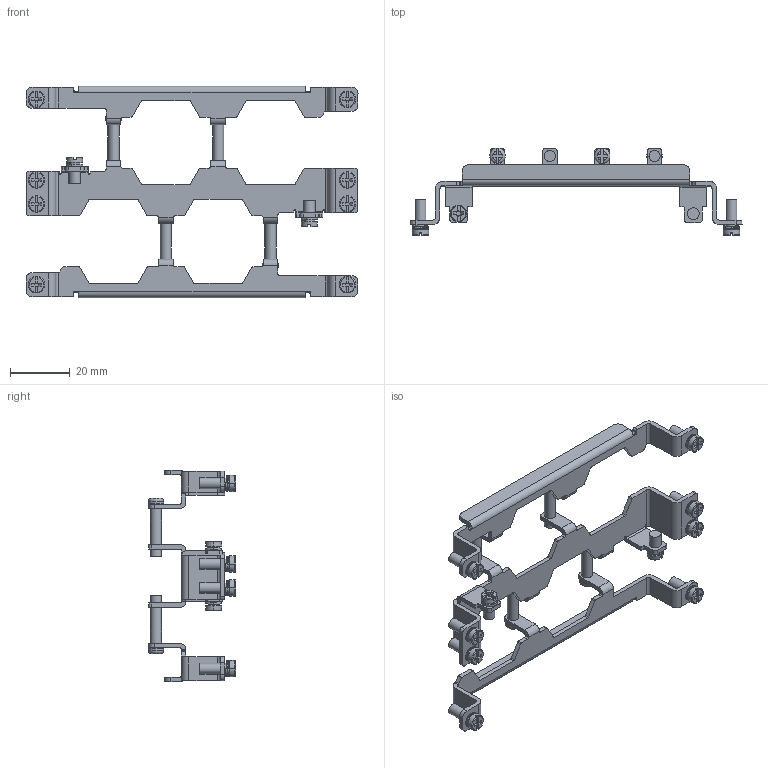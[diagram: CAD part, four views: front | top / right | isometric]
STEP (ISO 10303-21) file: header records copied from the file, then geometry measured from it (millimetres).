
FILE_DESCRIPTION(/* description */ (''),/* implementation_level */ '2;1');
FILE_NAME(/* name */ 'hf48b_004c_2hq005_m.stp',/* time_stamp */ '2022-09-13T10:26:37+08:00',/* author */ (''),/* organization */ (''),/* preprocessor_version */ 'ST-DEVELOPER v18.1',/* originating_system */ 'SIEMENS PLM Software NX 1980',/* authorisation */ '');
FILE_SCHEMA (('AUTOMOTIVE_DESIGN { 1 0 10303 214 3 1 1 1 }'));
Length unit declared in the file: millimetre
Products named in the file (1): 21
Bounding box: 111 x 29.28 x 70.7 mm (x, y, z)
Volume: 9674.9 mm3; surface area: 14511.9 mm2
Topology: 1 solids, 1 shells, 782 faces, 2205 edges, 1467 vertices
Faces by surface type: plane 434, cylinder 248, torus 48, bspline 40, cone 12
Full cylindrical faces by diameter (mm): 3.634 x24, 3.731 x8, 3.912 x4
Entity records: 36327 total; most frequent: CARTESIAN_POINT 13905, ORIENTED_EDGE 4272, DIRECTION 4000, EDGE_CURVE 2136, VERTEX_POINT 1434, AXIS2_PLACEMENT_3D 1397, LINE 1206, VECTOR 1206
